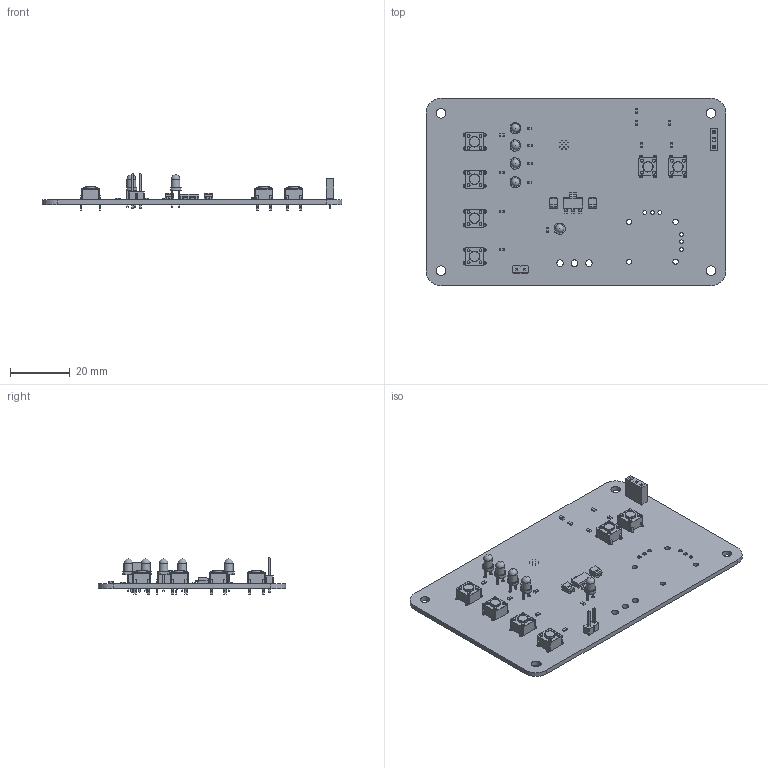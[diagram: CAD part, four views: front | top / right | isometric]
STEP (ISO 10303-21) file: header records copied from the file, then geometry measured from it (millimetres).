
FILE_DESCRIPTION(('KiCad electronic assembly'),'2;1');
FILE_NAME('p_ytka_pilot.step','2024-05-17T00:29:38',('Pcbnew'),('Kicad') ,'Open CASCADE STEP processor 7.7','KiCad to STEP converter','Unknown' );
FILE_SCHEMA(('AUTOMOTIVE_DESIGN { 1 0 10303 214 1 1 1 1 }'));
Length unit declared in the file: millimetre
Products named in the file (18): p_ytka_pilot 1; R_0603_1608Metric; CP_EIA-3528-21_Kemet-B; CP_EIA_3528_21_Kemet_B; C_0603_1608Metric; SW_PUSH_6mm; LED_D3.0mm_IRBlack; SOT-223; SOT_223; PinHeader_1x02_P2.54mm_Vertical; PinHeader_1x02_P254mm_Vertical; PinSocket_1x03_P2.54mm_Vertical; PinSocket_1x03_P254mm_Vertical; pÅytka_pilot_PCB
Assembly tree (39 placements, depth 3):
  p_ytka_pilot 1
    R_0603_1608Metric  x13
      R_0603_1608Metric
    CP_EIA-3528-21_Kemet-B  x2
      CP_EIA_3528_21_Kemet_B
    C_0603_1608Metric
      C_0603_1608Metric
    SW_PUSH_6mm  x6
      SW_PUSH_6mm
    LED_D3.0mm_IRBlack  x5
      LED_D3.0mm_IRBlack
    SOT-223
      SOT_223
    PinHeader_1x02_P2.54mm_Vertical
      PinHeader_1x02_P254mm_Vertical
    PinSocket_1x03_P2.54mm_Vertical
      PinSocket_1x03_P254mm_Vertical
    pÅytka_pilot_PCB
Bounding box: 100 x 62.5 x 12.04 mm (x, y, z)
Volume: 11103 mm3; surface area: 15413.7 mm2
Topology: 31 solids, 31 shells, 1485 faces, 3859 edges, 2493 vertices
Faces by surface type: plane 970, cylinder 470, bspline 34, torus 6, sphere 5
Full cylindrical faces by diameter (mm): 0.2 x12, 0.9 x10, 1 x29, 1.1 x24, 1.25 x6, 1.75 x4, 2.2 x3, 2.9 x5, 3.2 x4, 3.5 x6
Entity records: 21255 total; most frequent: CARTESIAN_POINT 4091, ORIENTED_EDGE 2782, DIRECTION 2760, EDGE_CURVE 1391, LINE 1038, VECTOR 1038, VERTEX_POINT 898, AXIS2_PLACEMENT_3D 861
